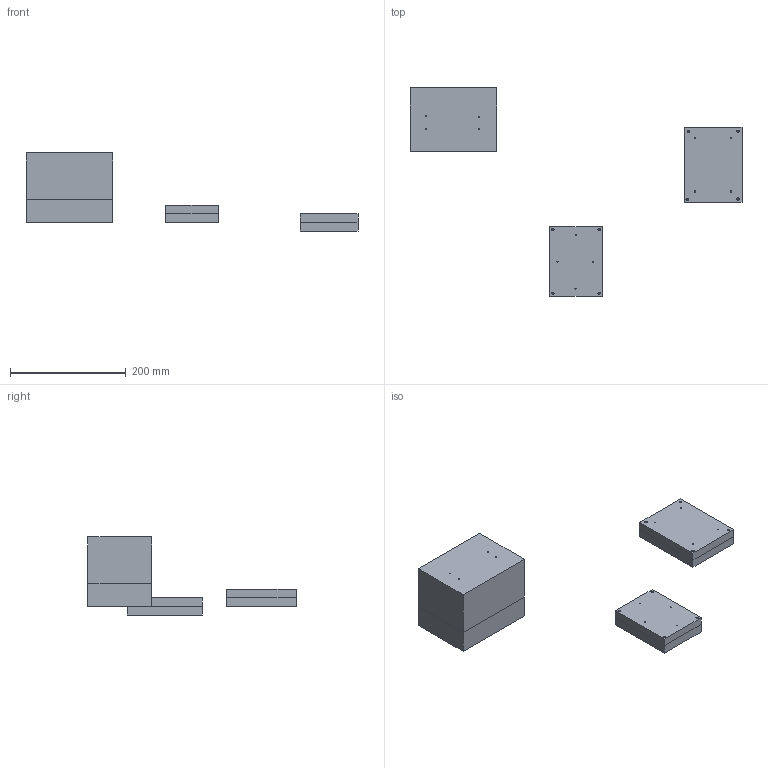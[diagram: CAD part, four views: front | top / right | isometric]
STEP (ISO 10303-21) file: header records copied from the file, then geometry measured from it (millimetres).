
FILE_DESCRIPTION(/* description */ (''),/* implementation_level */ '2;1');
FILE_NAME(/* name */ 'GameBond Mold v3.step',/* time_stamp */ '2023-12-01T01:33:59+01:00',/* author */ (''),/* organization */ (''),/* preprocessor_version */ 'ST-DEVELOPER v20',/* originating_system */ 'Autodesk Translation Framework v12.14.0.127',/* authorisation */ '');
FILE_SCHEMA (('AUTOMOTIVE_DESIGN { 1 0 10303 214 3 1 1 }'));
Length unit declared in the file: millimetre
Products named in the file (1): GameBond Mold
Bounding box: 574 x 360 x 135 mm (x, y, z)
Volume: 2493028.3 mm3; surface area: 323781.4 mm2
Topology: 6 solids, 6 shells, 385 faces, 982 edges, 623 vertices
Faces by surface type: plane 238, cylinder 121, sphere 14, torus 12
Full cylindrical faces by diameter (mm): 2 x12, 3 x4, 3.332 x12, 4 x12, 39.28 x1
Entity records: 11717 total; most frequent: DIRECTION 2019, CARTESIAN_POINT 2011, ORIENTED_EDGE 1964, EDGE_CURVE 982, LINE 709, VECTOR 709, AXIS2_PLACEMENT_3D 655, VERTEX_POINT 623
